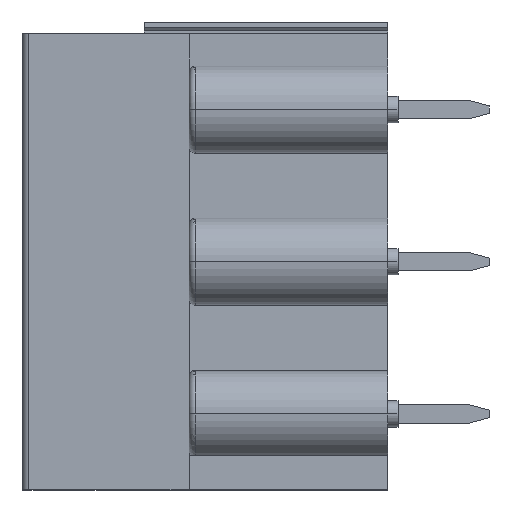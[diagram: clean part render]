
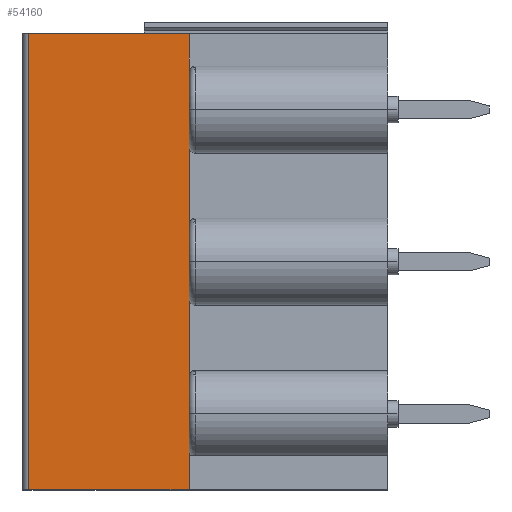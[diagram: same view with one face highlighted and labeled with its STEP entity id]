
A CAD part, left-side view. The second image highlights one B-rep face of the part: STEP entity #54160.
In plain terms, the highlighted planar face has unit normal (-0.999, 0.035, 0).
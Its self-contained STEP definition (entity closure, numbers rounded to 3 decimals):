
#21670=CARTESIAN_POINT('',(-43.701,
   85.286,-1.25));
#21680=VERTEX_POINT('',#21670);
#22360=CARTESIAN_POINT('',(-43.701,
   85.286,-23.75));
#22370=VERTEX_POINT('',#22360);
#22400=CARTESIAN_POINT('',(-43.701,
   85.286,-10.));
#22410=DIRECTION('',(0.,0.,
   -1.));
#22420=VECTOR('',#22410,1.);
#22430=LINE('',#22400,#22420);
#22440=EDGE_CURVE('',#21680,#22370,#22430,.T.);
#23690=CARTESIAN_POINT('',(-43.425,
   93.196,-23.75));
#23700=VERTEX_POINT('',#23690);
#23880=CARTESIAN_POINT('',(-43.425,
   93.196,-1.25));
#23890=VERTEX_POINT('',#23880);
#23920=CARTESIAN_POINT('',(-43.425,
   93.196,-17.5));
#23930=DIRECTION('',(0.,0.,
   1.));
#23940=VECTOR('',#23930,1.);
#23950=LINE('',#23920,#23940);
#23960=EDGE_CURVE('',#23700,#23890,#23950,.T.);
#37620=CARTESIAN_POINT('',(-46.679,
   0.,-23.75));
#37630=DIRECTION('',(0.035,0.999,
   0.));
#37640=VECTOR('',#37630,1.);
#37650=LINE('',#37620,#37640);
#37660=EDGE_CURVE('',#22370,#23700,#37650,.T.);
#54000=CARTESIAN_POINT('',(-43.701,
   85.286,-12.5));
#54010=DIRECTION('',(-0.999,0.035,
   0.));
#54020=DIRECTION('',(-0.035,-0.999,
   0.));
#54030=AXIS2_PLACEMENT_3D('',#54000,#54010,#54020);
#54040=PLANE('',#54030);
#54050=ORIENTED_EDGE('',*,*,#37660,.F.);
#54060=ORIENTED_EDGE('',*,*,#23960,.F.);
#54070=CARTESIAN_POINT('',(-46.679,
   0.,-1.25));
#54080=DIRECTION('',(0.035,0.999,
   0.));
#54090=VECTOR('',#54080,1.);
#54100=LINE('',#54070,#54090);
#54110=EDGE_CURVE('',#21680,#23890,#54100,.T.);
#54120=ORIENTED_EDGE('',*,*,#54110,.T.);
#54130=ORIENTED_EDGE('',*,*,#22440,.F.);
#54140=EDGE_LOOP('',(#54130,#54120,#54060,#54050));
#54150=FACE_OUTER_BOUND('',#54140,.T.);
#54160=ADVANCED_FACE('',(#54150),#54040,.T.);
